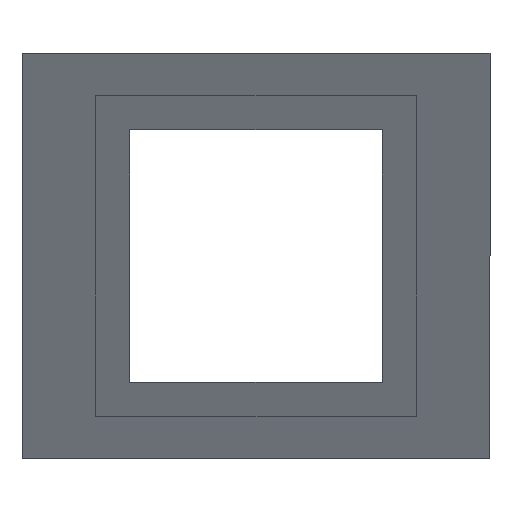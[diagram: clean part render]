
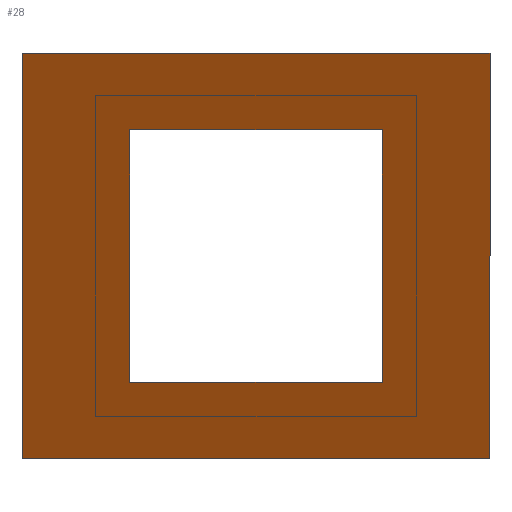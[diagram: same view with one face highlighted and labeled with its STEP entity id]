
A CAD part, front view. The second image highlights one B-rep face of the part: STEP entity #28.
In plain terms, the highlighted planar face has unit normal (0, -0.866, -0.5).
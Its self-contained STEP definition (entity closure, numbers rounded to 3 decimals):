
#27 = EDGE_LOOP ( 'NONE', ( #255, #55, #46, #45 ) ) ;
#28 = ADVANCED_FACE ( 'NONE', ( #359, #353 ), #352, .T. ) ;
#32 = EDGE_CURVE ( 'NONE', #278, #267, #347, .T. ) ;
#39 = EDGE_LOOP ( 'NONE', ( #42, #43, #40, #44 ) ) ;
#40 = ORIENTED_EDGE ( 'NONE', *, *, #269, .F. ) ;
#41 = EDGE_CURVE ( 'NONE', #181, #236, #333, .T. ) ;
#42 = ORIENTED_EDGE ( 'NONE', *, *, #277, .F. ) ;
#43 = ORIENTED_EDGE ( 'NONE', *, *, #260, .F. ) ;
#44 = ORIENTED_EDGE ( 'NONE', *, *, #32, .F. ) ;
#45 = ORIENTED_EDGE ( 'NONE', *, *, #41, .T. ) ;
#46 = ORIENTED_EDGE ( 'NONE', *, *, #183, .T. ) ;
#54 = EDGE_CURVE ( 'NONE', #233, #184, #385, .T. ) ;
#55 = ORIENTED_EDGE ( 'NONE', *, *, #54, .T. ) ;
#181 = VERTEX_POINT ( 'NONE', #630 ) ;
#183 = EDGE_CURVE ( 'NONE', #184, #181, #629, .T. ) ;
#184 = VERTEX_POINT ( 'NONE', #625 ) ;
#233 = VERTEX_POINT ( 'NONE', #676 ) ;
#235 = EDGE_CURVE ( 'NONE', #236, #233, #675, .T. ) ;
#236 = VERTEX_POINT ( 'NONE', #671 ) ;
#255 = ORIENTED_EDGE ( 'NONE', *, *, #235, .T. ) ;
#258 = VERTEX_POINT ( 'NONE', #701 ) ;
#260 = EDGE_CURVE ( 'NONE', #258, #275, #762, .T. ) ;
#267 = VERTEX_POINT ( 'NONE', #748 ) ;
#269 = EDGE_CURVE ( 'NONE', #267, #258, #747, .T. ) ;
#275 = VERTEX_POINT ( 'NONE', #732 ) ;
#277 = EDGE_CURVE ( 'NONE', #275, #278, #733, .T. ) ;
#278 = VERTEX_POINT ( 'NONE', #791 ) ;
#328 = DIRECTION ( 'NONE',  ( -1., 0., 0. ) ) ;
#329 = VECTOR ( 'NONE', #328, 1000. ) ;
#330 = CARTESIAN_POINT ( 'NONE',  ( -257.5, -41.281, 69.5 ) ) ;
#333 = LINE ( 'NONE', #330, #329 ) ;
#344 = DIRECTION ( 'NONE',  ( -1., 0., 0. ) ) ;
#345 = VECTOR ( 'NONE', #344, 1000. ) ;
#346 = CARTESIAN_POINT ( 'NONE',  ( 477.5, 48.802, -86.527 ) ) ;
#347 = LINE ( 'NONE', #346, #345 ) ;
#348 = DIRECTION ( 'NONE',  ( 0., 0.5, -0.866 ) ) ;
#349 = DIRECTION ( 'NONE',  ( 0., -0.866, -0.5 ) ) ;
#350 = CARTESIAN_POINT ( 'NONE',  ( 477.5, -428.698, 740.527 ) ) ;
#351 = AXIS2_PLACEMENT_3D ( 'NONE', #350, #349, #348 ) ;
#352 = PLANE ( 'NONE',  #351 ) ;
#353 = FACE_OUTER_BOUND ( 'NONE', #39, .T. ) ;
#359 = FACE_BOUND ( 'NONE', #27, .T. ) ;
#382 = DIRECTION ( 'NONE',  ( 1., 0., 0. ) ) ;
#383 = VECTOR ( 'NONE', #382, 1000. ) ;
#384 = CARTESIAN_POINT ( 'NONE',  ( 257.5, -338.616, 584.5 ) ) ;
#385 = LINE ( 'NONE', #384, #383 ) ;
#625 = CARTESIAN_POINT ( 'NONE',  ( 257.5, -338.616, 584.5 ) ) ;
#626 = DIRECTION ( 'NONE',  ( 0., 0.5, -0.866 ) ) ;
#627 = VECTOR ( 'NONE', #626, 1000. ) ;
#628 = CARTESIAN_POINT ( 'NONE',  ( 257.5, -41.281, 69.5 ) ) ;
#629 = LINE ( 'NONE', #628, #627 ) ;
#630 = CARTESIAN_POINT ( 'NONE',  ( 257.5, -41.281, 69.5 ) ) ;
#671 = CARTESIAN_POINT ( 'NONE',  ( -257.5, -41.281, 69.5 ) ) ;
#672 = DIRECTION ( 'NONE',  ( 0., -0.5, 0.866 ) ) ;
#673 = VECTOR ( 'NONE', #672, 1000. ) ;
#674 = CARTESIAN_POINT ( 'NONE',  ( -257.5, -338.616, 584.5 ) ) ;
#675 = LINE ( 'NONE', #674, #673 ) ;
#676 = CARTESIAN_POINT ( 'NONE',  ( -257.5, -338.616, 584.5 ) ) ;
#701 = CARTESIAN_POINT ( 'NONE',  ( -477.5, -428.698, 740.527 ) ) ;
#732 = CARTESIAN_POINT ( 'NONE',  ( 477.5, -428.698, 740.527 ) ) ;
#733 = LINE ( 'NONE', #794, #793 ) ;
#744 = DIRECTION ( 'NONE',  ( 0., -0.5, 0.866 ) ) ;
#745 = VECTOR ( 'NONE', #744, 1000. ) ;
#746 = CARTESIAN_POINT ( 'NONE',  ( -477.5, 48.802, -86.527 ) ) ;
#747 = LINE ( 'NONE', #746, #745 ) ;
#748 = CARTESIAN_POINT ( 'NONE',  ( -477.5, 48.802, -86.527 ) ) ;
#759 = DIRECTION ( 'NONE',  ( 1., 0., 0. ) ) ;
#760 = VECTOR ( 'NONE', #759, 1000. ) ;
#761 = CARTESIAN_POINT ( 'NONE',  ( 477.5, -428.698, 740.527 ) ) ;
#762 = LINE ( 'NONE', #761, #760 ) ;
#791 = CARTESIAN_POINT ( 'NONE',  ( 477.5, 48.802, -86.527 ) ) ;
#792 = DIRECTION ( 'NONE',  ( 0., 0.5, -0.866 ) ) ;
#793 = VECTOR ( 'NONE', #792, 1000. ) ;
#794 = CARTESIAN_POINT ( 'NONE',  ( 477.5, 48.802, -86.527 ) ) ;
